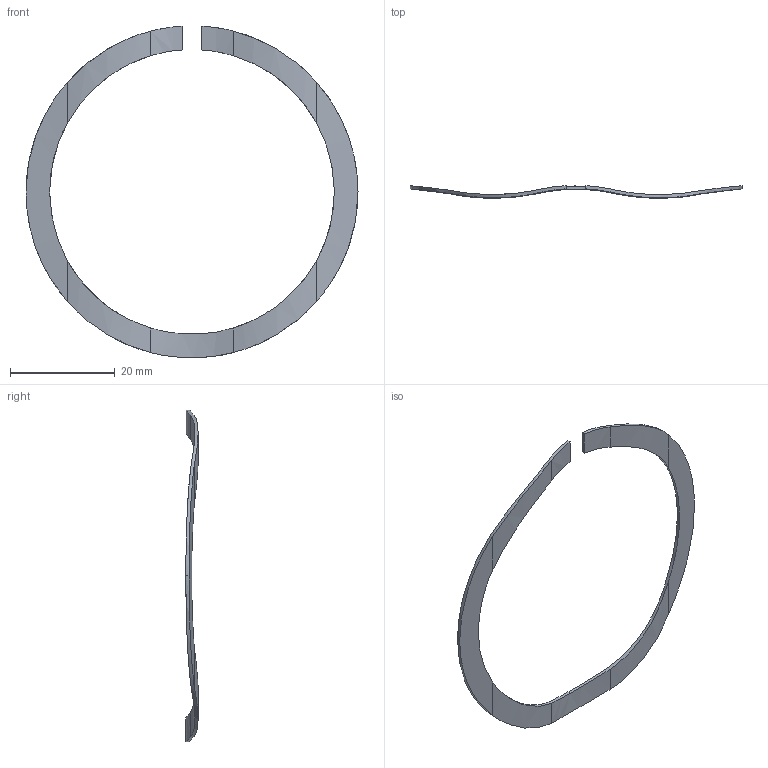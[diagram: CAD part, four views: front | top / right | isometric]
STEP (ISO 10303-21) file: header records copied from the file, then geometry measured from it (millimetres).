
FILE_DESCRIPTION( ( '' ), '1' );
FILE_NAME( 'ssr_0250_0_093__2_14b.stp', '2012-01-29T22:19:21', ( '' ), ( '' ), ' ', ' ', ' ' );
FILE_SCHEMA( ( 'automotive_design' ) );
Length unit declared in the file: inch
Products named in the file (1): 1
Bounding box: 63.37 x 2.36 x 63.31 mm (x, y, z)
Volume: 499.1 mm3; surface area: 1876.3 mm2
Topology: 1 solids, 1 shells, 25 faces, 69 edges, 46 vertices
Faces by surface type: cylinder 23, plane 2
Entity records: 1866 total; most frequent: CARTESIAN_POINT 509, STYLED_ITEM 141, PRESENTATION_STYLE_ASSIGNMENT 141, COLOUR_RGB 141, ORIENTED_EDGE 138, DIRECTION 79, EDGE_CURVE 69, CURVE_STYLE 69
